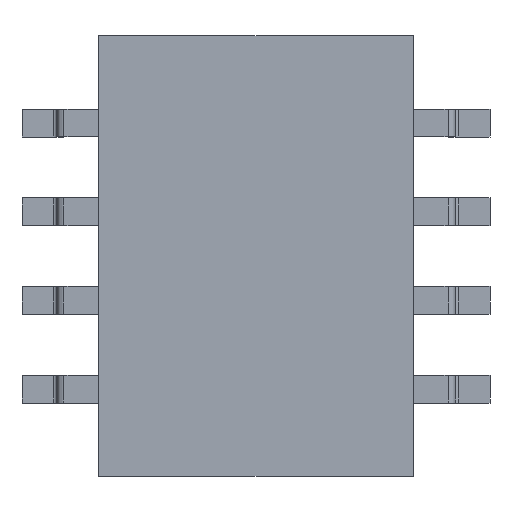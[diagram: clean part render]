
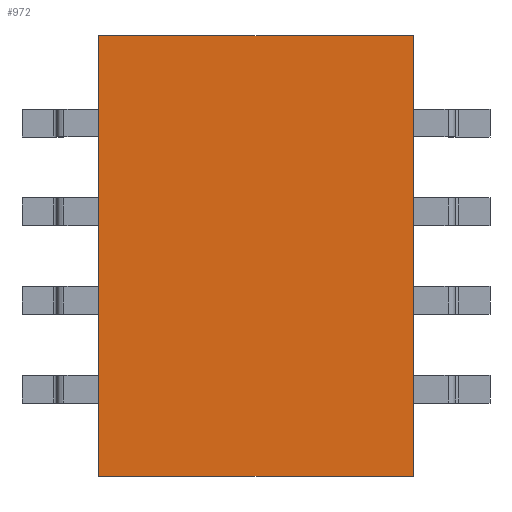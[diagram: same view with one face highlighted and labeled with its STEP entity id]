
A CAD part, top view. The second image highlights one B-rep face of the part: STEP entity #972.
In plain terms, the highlighted planar face has unit normal (0, 0, 1).
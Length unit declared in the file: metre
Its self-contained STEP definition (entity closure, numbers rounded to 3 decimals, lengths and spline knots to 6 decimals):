
#468 = EDGE_CURVE( '', #1357, #1358, #1359, .T. );
#558 = EDGE_CURVE( '', #1517, #1357, #1518, .T. );
#972 = ADVANCED_FACE( '', ( #2107 ), #2108, .T. );
#1006 = EDGE_CURVE( '', #2152, #1517, #2153, .T. );
#1278 = EDGE_CURVE( '', #1358, #2152, #2468, .T. );
#1357 = VERTEX_POINT( '', #2551 );
#1358 = VERTEX_POINT( '', #2552 );
#1359 = LINE( '', #2553, #2554 );
#1517 = VERTEX_POINT( '', #2772 );
#1518 = LINE( '', #2773, #2774 );
#2107 = FACE_OUTER_BOUND( '', #3633, .T. );
#2108 = PLANE( '', #3634 );
#2152 = VERTEX_POINT( '', #3692 );
#2153 = LINE( '', #3693, #3694 );
#2468 = LINE( '', #4198, #4199 );
#2551 = CARTESIAN_POINT( '', ( 0.002208, -0.003131, 0.001562 ) );
#2552 = CARTESIAN_POINT( '', ( 0.002208, 0.003179, 0.001562 ) );
#2553 = CARTESIAN_POINT( '', ( 0.002208, 0.003179, 0.001562 ) );
#2554 = VECTOR( '', #4287, 1. );
#2772 = CARTESIAN_POINT( '', ( -0.002292, -0.003131, 0.001562 ) );
#2773 = CARTESIAN_POINT( '', ( 0.002208, -0.003131, 0.001562 ) );
#2774 = VECTOR( '', #4434, 1. );
#3633 = EDGE_LOOP( '', ( #5184, #5185, #5186, #5187 ) );
#3634 = AXIS2_PLACEMENT_3D( '', #5188, #5189, #5190 );
#3692 = CARTESIAN_POINT( '', ( -0.002292, 0.003179, 0.001562 ) );
#3693 = CARTESIAN_POINT( '', ( -0.002292, 0.003179, 0.001562 ) );
#3694 = VECTOR( '', #5280, 1. );
#4198 = CARTESIAN_POINT( '', ( 0.002208, 0.003179, 0.001562 ) );
#4199 = VECTOR( '', #5737, 1. );
#4287 = DIRECTION( '', ( 0., 1., 0. ) );
#4434 = DIRECTION( '', ( 1., 0., 0. ) );
#5184 = ORIENTED_EDGE( '', *, *, #1278, .T. );
#5185 = ORIENTED_EDGE( '', *, *, #1006, .T. );
#5186 = ORIENTED_EDGE( '', *, *, #558, .T. );
#5187 = ORIENTED_EDGE( '', *, *, #468, .T. );
#5188 = CARTESIAN_POINT( '', ( -0.000042, 0.000024, 0.001562 ) );
#5189 = DIRECTION( '', ( 0., 0., 1. ) );
#5190 = DIRECTION( '', ( 1., 0., 0. ) );
#5280 = DIRECTION( '', ( 0., -1., 0. ) );
#5737 = DIRECTION( '', ( -1., 0., 0. ) );
